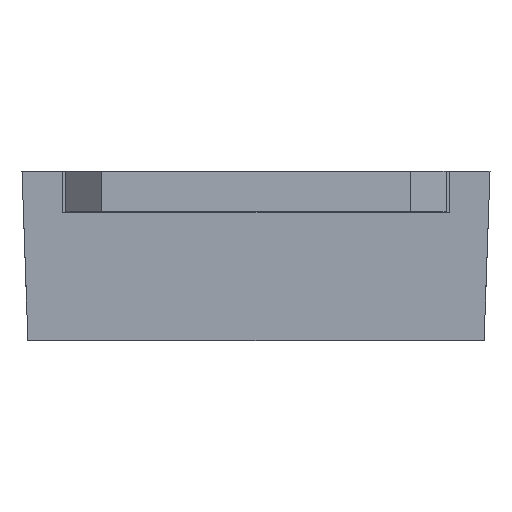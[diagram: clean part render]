
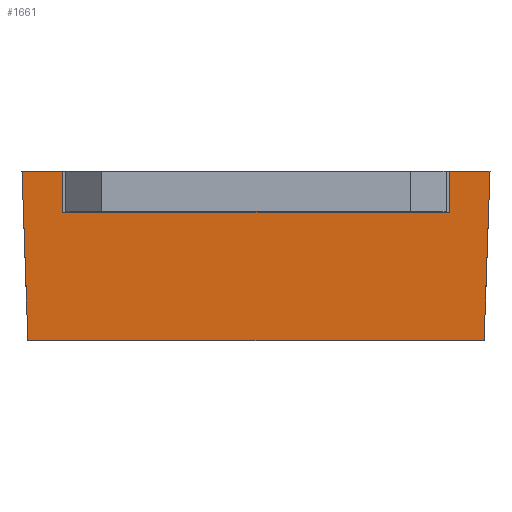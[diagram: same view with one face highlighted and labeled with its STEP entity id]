
A CAD part, top view. The second image highlights one B-rep face of the part: STEP entity #1661.
In plain terms, the highlighted planar face has unit normal (0, -0.035, 0.999).
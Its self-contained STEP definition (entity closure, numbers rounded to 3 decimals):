
#210 = LINE ( 'NONE', #2326, #4011 ) ;
#248 = CARTESIAN_POINT ( 'NONE',  ( -3.241, -1.2, 5.616 ) ) ;
#483 = EDGE_CURVE ( 'NONE', #8593, #3019, #5946, .T. ) ;
#683 = EDGE_CURVE ( 'NONE', #3019, #1229, #8546, .T. ) ;
#1229 = VERTEX_POINT ( 'NONE', #1371 ) ;
#1324 = VECTOR ( 'NONE', #1770, 1000. ) ;
#1371 = CARTESIAN_POINT ( 'NONE',  ( 3.241, -1.2, 5.616 ) ) ;
#1661 = ADVANCED_FACE ( 'NONE', ( #8797 ), #6873, .T. ) ;
#1770 = DIRECTION ( 'NONE',  ( 1., 0., 0. ) ) ;
#1887 = ORIENTED_EDGE ( 'NONE', *, *, #7902, .T. ) ;
#1889 = ORIENTED_EDGE ( 'NONE', *, *, #10372, .F. ) ;
#1905 = VECTOR ( 'NONE', #9026, 1000. ) ;
#2159 = CARTESIAN_POINT ( 'NONE',  ( -3.325, 0.62, 5.68 ) ) ;
#2259 = ORIENTED_EDGE ( 'NONE', *, *, #12680, .F. ) ;
#2266 = LINE ( 'NONE', #6177, #7825 ) ;
#2285 = VECTOR ( 'NONE', #10078, 1000. ) ;
#2326 = CARTESIAN_POINT ( 'NONE',  ( 2.75, 0.481, 5.675 ) ) ;
#2731 = ORIENTED_EDGE ( 'NONE', *, *, #3671, .T. ) ;
#2744 = CARTESIAN_POINT ( 'NONE',  ( -3.325, 1.2, 5.7 ) ) ;
#2946 = VERTEX_POINT ( 'NONE', #5522 ) ;
#2995 = DIRECTION ( 'NONE',  ( 0.035, -0.999, -0.035 ) ) ;
#3019 = VERTEX_POINT ( 'NONE', #248 ) ;
#3088 = ORIENTED_EDGE ( 'NONE', *, *, #5893, .T. ) ;
#3171 = VERTEX_POINT ( 'NONE', #7736 ) ;
#3357 = LINE ( 'NONE', #5346, #2285 ) ;
#3671 = EDGE_CURVE ( 'NONE', #1229, #5358, #3357, .T. ) ;
#4011 = VECTOR ( 'NONE', #8036, 1000. ) ;
#4123 = AXIS2_PLACEMENT_3D ( 'NONE', #10642, #5787, #12573 ) ;
#4630 = LINE ( 'NONE', #11533, #9236 ) ;
#4634 = ORIENTED_EDGE ( 'NONE', *, *, #483, .T. ) ;
#4712 = CARTESIAN_POINT ( 'NONE',  ( 3.325, 1.2, 5.7 ) ) ;
#5119 = VERTEX_POINT ( 'NONE', #9593 ) ;
#5346 = CARTESIAN_POINT ( 'NONE',  ( 3.317, 0.968, 5.692 ) ) ;
#5349 = DIRECTION ( 'NONE',  ( 1., 0., 0. ) ) ;
#5358 = VERTEX_POINT ( 'NONE', #4712 ) ;
#5522 = CARTESIAN_POINT ( 'NONE',  ( -2.75, 0.62, 5.68 ) ) ;
#5538 = ORIENTED_EDGE ( 'NONE', *, *, #12627, .T. ) ;
#5787 = DIRECTION ( 'NONE',  ( 0., -0.035, 0.999 ) ) ;
#5794 = VECTOR ( 'NONE', #2995, 1000. ) ;
#5893 = EDGE_CURVE ( 'NONE', #11663, #8593, #11508, .T. ) ;
#5946 = LINE ( 'NONE', #11763, #5794 ) ;
#6177 = CARTESIAN_POINT ( 'NONE',  ( -3.325, 0.62, 5.68 ) ) ;
#6235 = CARTESIAN_POINT ( 'NONE',  ( -3.325, 1.2, 5.7 ) ) ;
#6254 = VERTEX_POINT ( 'NONE', #9827 ) ;
#6338 = EDGE_CURVE ( 'NONE', #2946, #5119, #2266, .T. ) ;
#6742 = DIRECTION ( 'NONE',  ( 0., 0.999, 0.035 ) ) ;
#6873 = PLANE ( 'NONE',  #4123 ) ;
#6934 = VECTOR ( 'NONE', #8758, 1000. ) ;
#7736 = CARTESIAN_POINT ( 'NONE',  ( 2.75, 0.62, 5.68 ) ) ;
#7825 = VECTOR ( 'NONE', #5349, 1000. ) ;
#7902 = EDGE_CURVE ( 'NONE', #2946, #11663, #4630, .T. ) ;
#8036 = DIRECTION ( 'NONE',  ( 0., 0.999, 0.035 ) ) ;
#8227 = CARTESIAN_POINT ( 'NONE',  ( 2.7, 0.62, 5.68 ) ) ;
#8432 = ORIENTED_EDGE ( 'NONE', *, *, #10798, .F. ) ;
#8546 = LINE ( 'NONE', #12442, #9724 ) ;
#8593 = VERTEX_POINT ( 'NONE', #6235 ) ;
#8758 = DIRECTION ( 'NONE',  ( -1., 0., 0. ) ) ;
#8797 = FACE_OUTER_BOUND ( 'NONE', #12593, .T. ) ;
#8828 = DIRECTION ( 'NONE',  ( -1., 0., 0. ) ) ;
#8944 = ORIENTED_EDGE ( 'NONE', *, *, #683, .T. ) ;
#9018 = CARTESIAN_POINT ( 'NONE',  ( -2.75, 1.2, 5.7 ) ) ;
#9026 = DIRECTION ( 'NONE',  ( 1., 0., 0. ) ) ;
#9236 = VECTOR ( 'NONE', #6742, 1000. ) ;
#9568 = VERTEX_POINT ( 'NONE', #8227 ) ;
#9593 = CARTESIAN_POINT ( 'NONE',  ( -2.7, 0.62, 5.68 ) ) ;
#9705 = ORIENTED_EDGE ( 'NONE', *, *, #6338, .F. ) ;
#9724 = VECTOR ( 'NONE', #10514, 1000. ) ;
#9827 = CARTESIAN_POINT ( 'NONE',  ( 2.75, 1.2, 5.7 ) ) ;
#10078 = DIRECTION ( 'NONE',  ( 0.035, 0.999, 0.035 ) ) ;
#10372 = EDGE_CURVE ( 'NONE', #9568, #3171, #10554, .T. ) ;
#10514 = DIRECTION ( 'NONE',  ( 1., 0., 0. ) ) ;
#10554 = LINE ( 'NONE', #12667, #1324 ) ;
#10642 = CARTESIAN_POINT ( 'NONE',  ( -3.325, 1.2, 5.7 ) ) ;
#10798 = EDGE_CURVE ( 'NONE', #3171, #6254, #210, .T. ) ;
#11508 = LINE ( 'NONE', #2744, #6934 ) ;
#11518 = VECTOR ( 'NONE', #8828, 1000. ) ;
#11533 = CARTESIAN_POINT ( 'NONE',  ( -2.75, 1.2, 5.7 ) ) ;
#11663 = VERTEX_POINT ( 'NONE', #9018 ) ;
#11696 = LINE ( 'NONE', #2159, #1905 ) ;
#11761 = CARTESIAN_POINT ( 'NONE',  ( -3.325, 1.2, 5.7 ) ) ;
#11763 = CARTESIAN_POINT ( 'NONE',  ( -3.325, 1.2, 5.7 ) ) ;
#11819 = LINE ( 'NONE', #11761, #11518 ) ;
#12442 = CARTESIAN_POINT ( 'NONE',  ( -3.325, -1.2, 5.616 ) ) ;
#12573 = DIRECTION ( 'NONE',  ( 0., -0.999, -0.035 ) ) ;
#12593 = EDGE_LOOP ( 'NONE', ( #5538, #8432, #1889, #2259, #9705, #1887, #3088, #4634, #8944, #2731 ) ) ;
#12627 = EDGE_CURVE ( 'NONE', #5358, #6254, #11819, .T. ) ;
#12667 = CARTESIAN_POINT ( 'NONE',  ( -3.325, 0.62, 5.68 ) ) ;
#12680 = EDGE_CURVE ( 'NONE', #5119, #9568, #11696, .T. ) ;
